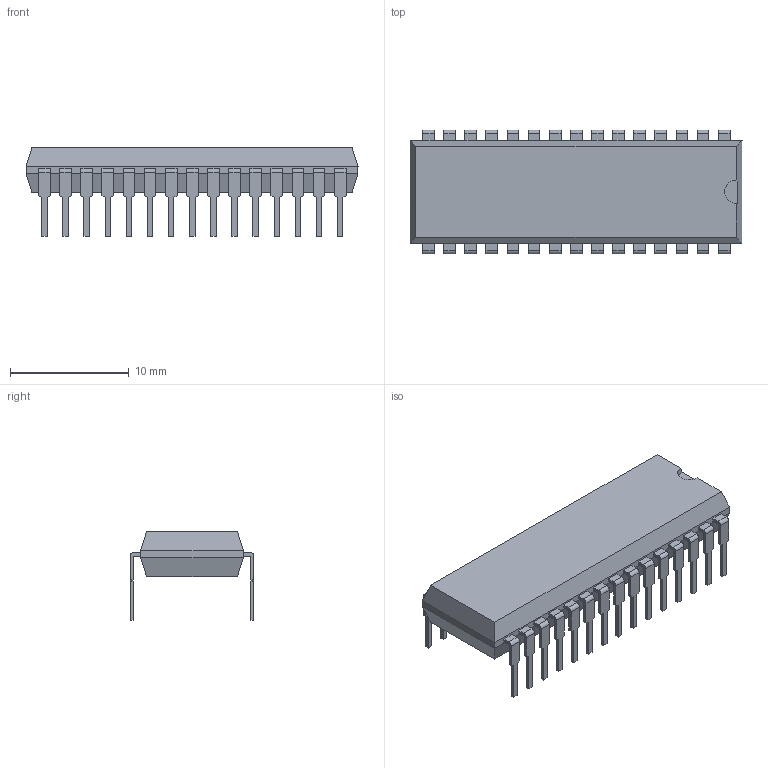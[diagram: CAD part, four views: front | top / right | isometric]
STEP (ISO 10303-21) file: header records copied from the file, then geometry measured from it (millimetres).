
FILE_DESCRIPTION (( 'STEP AP214' ), '1' );
FILE_NAME ('User Library-ul7aajr_sdip30.STEP', '2022-02-28T08:42:28', ( '' ), ( '' ), 'SwSTEP 2.0', 'SolidWorks 2021', '' );
FILE_SCHEMA (( 'AUTOMOTIVE_DESIGN' ));
Length unit declared in the file: millimetre
Products named in the file (3): sdip30; User Library-ul7aajr_sdip30; sdip30_body
Assembly tree (31 placements, depth 2):
  User Library-ul7aajr_sdip30
    sdip30_body
    sdip30  x30
Bounding box: 27.94 x 10.42 x 7.46 mm (x, y, z)
Volume: 893.2 mm3; surface area: 1070.7 mm2
Topology: 31 solids, 31 shells, 407 faces, 1027 edges, 682 vertices
Faces by surface type: plane 375, cylinder 32
Entity records: 1508 total; most frequent: DIRECTION 202, CARTESIAN_POINT 184, ORIENTED_EDGE 140, AXIS2_PLACEMENT_3D 70, EDGE_CURVE 70, LINE 62, VECTOR 62, VERTEX_POINT 44
